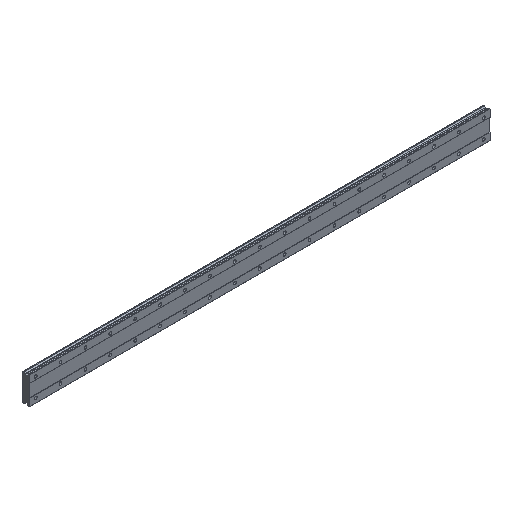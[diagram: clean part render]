
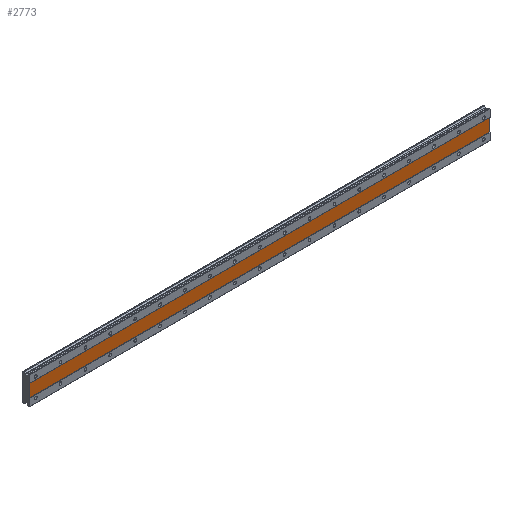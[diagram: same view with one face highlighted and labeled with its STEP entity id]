
A CAD part, isometric view. The second image highlights one B-rep face of the part: STEP entity #2773.
In plain terms, the highlighted planar face has unit normal (0, -1, 0).
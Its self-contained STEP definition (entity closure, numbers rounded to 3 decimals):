
#347 = VERTEX_POINT ( 'NONE', #5496 ) ;
#459 = LINE ( 'NONE', #6215, #1005 ) ;
#638 = LINE ( 'NONE', #6731, #1603 ) ;
#807 = EDGE_CURVE ( 'NONE', #2361, #347, #638, .T. ) ;
#1005 = VECTOR ( 'NONE', #3595, 1000. ) ;
#1040 = PLANE ( 'NONE',  #3615 ) ;
#1325 = DIRECTION ( 'NONE',  ( 0., 0., 1. ) ) ;
#1571 = CARTESIAN_POINT ( 'NONE',  ( 1460., 1., 20. ) ) ;
#1603 = VECTOR ( 'NONE', #1325, 1000. ) ;
#1909 = ORIENTED_EDGE ( 'NONE', *, *, #2615, .F. ) ;
#2184 = LINE ( 'NONE', #4340, #6457 ) ;
#2280 = EDGE_CURVE ( 'NONE', #4089, #5372, #4608, .T. ) ;
#2361 = VERTEX_POINT ( 'NONE', #5357 ) ;
#2615 = EDGE_CURVE ( 'NONE', #5372, #2361, #459, .T. ) ;
#2773 = ADVANCED_FACE ( 'NONE', ( #5469 ), #1040, .F. ) ;
#3463 = EDGE_CURVE ( 'NONE', #347, #4089, #2184, .T. ) ;
#3595 = DIRECTION ( 'NONE',  ( -1., 0., 0. ) ) ;
#3615 = AXIS2_PLACEMENT_3D ( 'NONE', #1571, #4162, #4863 ) ;
#4089 = VERTEX_POINT ( 'NONE', #5595 ) ;
#4162 = DIRECTION ( 'NONE',  ( 0., 1., 0. ) ) ;
#4340 = CARTESIAN_POINT ( 'NONE',  ( 1460., 1., 20. ) ) ;
#4608 = LINE ( 'NONE', #5796, #5535 ) ;
#4863 = DIRECTION ( 'NONE',  ( 0., 0., 1. ) ) ;
#4999 = EDGE_LOOP ( 'NONE', ( #1909, #6014, #5378, #5952 ) ) ;
#5357 = CARTESIAN_POINT ( 'NONE',  ( -20., 1., -20. ) ) ;
#5372 = VERTEX_POINT ( 'NONE', #5445 ) ;
#5378 = ORIENTED_EDGE ( 'NONE', *, *, #3463, .F. ) ;
#5445 = CARTESIAN_POINT ( 'NONE',  ( 1460., 1., -20. ) ) ;
#5469 = FACE_OUTER_BOUND ( 'NONE', #4999, .T. ) ;
#5496 = CARTESIAN_POINT ( 'NONE',  ( -20., 1., 20. ) ) ;
#5535 = VECTOR ( 'NONE', #6858, 1000. ) ;
#5595 = CARTESIAN_POINT ( 'NONE',  ( 1460., 1., 20. ) ) ;
#5796 = CARTESIAN_POINT ( 'NONE',  ( 1460., 1., 20. ) ) ;
#5952 = ORIENTED_EDGE ( 'NONE', *, *, #807, .F. ) ;
#6014 = ORIENTED_EDGE ( 'NONE', *, *, #2280, .F. ) ;
#6215 = CARTESIAN_POINT ( 'NONE',  ( 1460., 1., -20. ) ) ;
#6457 = VECTOR ( 'NONE', #6518, 1000. ) ;
#6518 = DIRECTION ( 'NONE',  ( 1., 0., 0. ) ) ;
#6731 = CARTESIAN_POINT ( 'NONE',  ( -20., 1., 20. ) ) ;
#6858 = DIRECTION ( 'NONE',  ( 0., 0., -1. ) ) ;
